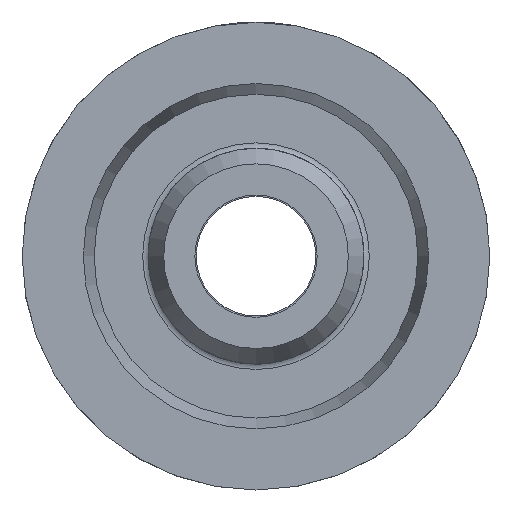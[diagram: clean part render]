
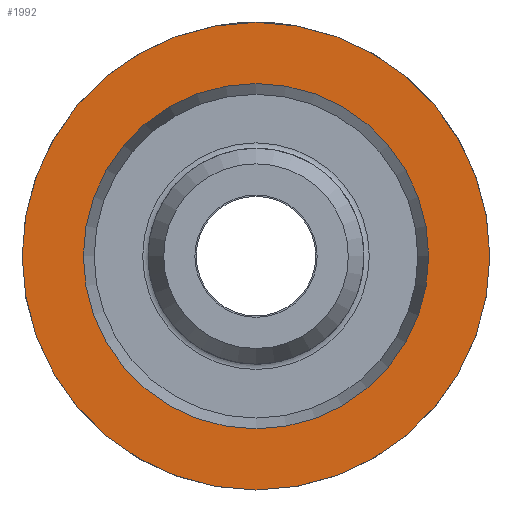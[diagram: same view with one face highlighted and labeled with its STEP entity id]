
A CAD part, left-side view. The second image highlights one B-rep face of the part: STEP entity #1992.
In plain terms, the highlighted planar face has unit normal (-1, 0, 0).
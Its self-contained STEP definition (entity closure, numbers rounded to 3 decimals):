
#294=FACE_BOUND('',#452,.T.);
#333=FACE_OUTER_BOUND('',#451,.T.);
#451=EDGE_LOOP('',(#1326));
#452=EDGE_LOOP('',(#1327));
#619=CIRCLE('',#2180,13.);
#620=CIRCLE('',#2181,9.6);
#788=VERTEX_POINT('',#3187);
#789=VERTEX_POINT('',#3189);
#1001=EDGE_CURVE('',#788,#788,#619,.T.);
#1002=EDGE_CURVE('',#789,#789,#620,.T.);
#1326=ORIENTED_EDGE('',*,*,#1001,.T.);
#1327=ORIENTED_EDGE('',*,*,#1002,.F.);
#1817=PLANE('',#2179);
#1992=ADVANCED_FACE('',(#333,#294),#1817,.T.);
#2179=AXIS2_PLACEMENT_3D('',#3186,#2544,#2545);
#2180=AXIS2_PLACEMENT_3D('',#3188,#2546,#2547);
#2181=AXIS2_PLACEMENT_3D('',#3190,#2548,#2549);
#2544=DIRECTION('center_axis',(-1.,0.,0.));
#2545=DIRECTION('ref_axis',(0.,0.,1.));
#2546=DIRECTION('center_axis',(-1.,0.,0.));
#2547=DIRECTION('ref_axis',(0.,1.,0.));
#2548=DIRECTION('center_axis',(-1.,0.,0.));
#2549=DIRECTION('ref_axis',(0.,1.,0.));
#3186=CARTESIAN_POINT('Origin',(26.1,11.3,0.));
#3187=CARTESIAN_POINT('',(26.1,-13.,0.));
#3188=CARTESIAN_POINT('Origin',(26.1,0.,0.));
#3189=CARTESIAN_POINT('',(26.1,-9.6,0.));
#3190=CARTESIAN_POINT('Origin',(26.1,0.,0.));
